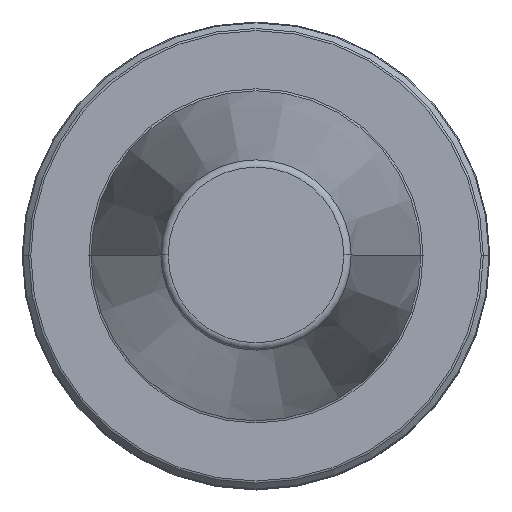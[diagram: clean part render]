
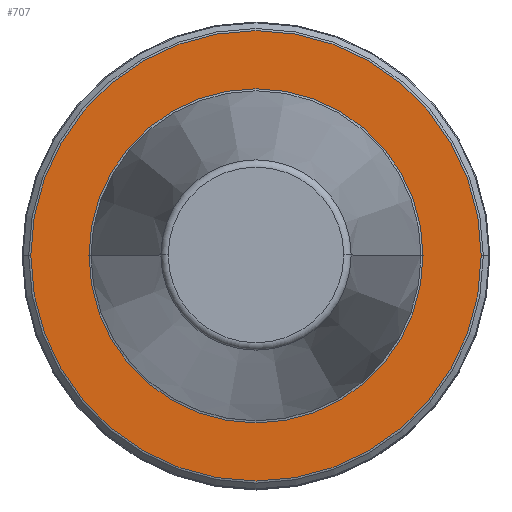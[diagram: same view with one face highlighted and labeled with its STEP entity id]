
A CAD part, top view. The second image highlights one B-rep face of the part: STEP entity #707.
In plain terms, the highlighted planar face has unit normal (0, 0, 1).
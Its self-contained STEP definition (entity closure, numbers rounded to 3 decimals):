
#22 = DIRECTION ( 'NONE',  ( 0., 0., -1. ) ) ;
#56 = FACE_OUTER_BOUND ( 'NONE', #537, .T. ) ;
#66 = FACE_BOUND ( 'NONE', #760, .T. ) ;
#119 = CARTESIAN_POINT ( 'NONE',  ( 0., 0., -2. ) ) ;
#150 = CARTESIAN_POINT ( 'NONE',  ( 0., 0., -2. ) ) ;
#157 = CARTESIAN_POINT ( 'NONE',  ( 0., 0., -2. ) ) ;
#207 = DIRECTION ( 'NONE',  ( -1., 0., 0. ) ) ;
#260 = DIRECTION ( 'NONE',  ( -1., 0., 0. ) ) ;
#285 = AXIS2_PLACEMENT_3D ( 'NONE', #417, #1083, #314 ) ;
#314 = DIRECTION ( 'NONE',  ( -1., 0., 0. ) ) ;
#328 = VERTEX_POINT ( 'NONE', #968 ) ;
#334 = EDGE_CURVE ( 'NONE', #508, #382, #661, .T. ) ;
#382 = VERTEX_POINT ( 'NONE', #949 ) ;
#398 = CIRCLE ( 'NONE', #1204, 30.334 ) ;
#417 = CARTESIAN_POINT ( 'NONE',  ( 0., 0., -2. ) ) ;
#433 = ORIENTED_EDGE ( 'NONE', *, *, #334, .T. ) ;
#497 = VERTEX_POINT ( 'NONE', #675 ) ;
#508 = VERTEX_POINT ( 'NONE', #1161 ) ;
#537 = EDGE_LOOP ( 'NONE', ( #1112, #923 ) ) ;
#552 = CARTESIAN_POINT ( 'NONE',  ( 0., 0., -2. ) ) ;
#593 = AXIS2_PLACEMENT_3D ( 'NONE', #157, #753, #845 ) ;
#634 = ORIENTED_EDGE ( 'NONE', *, *, #842, .T. ) ;
#661 = CIRCLE ( 'NONE', #954, 22.5 ) ;
#675 = CARTESIAN_POINT ( 'NONE',  ( 30.334, 0., -2. ) ) ;
#678 = AXIS2_PLACEMENT_3D ( 'NONE', #552, #22, #260 ) ;
#707 = ADVANCED_FACE ( 'NONE', ( #56, #66 ), #750, .F. ) ;
#750 = PLANE ( 'NONE',  #593 ) ;
#752 = DIRECTION ( 'NONE',  ( 0., 0., -1. ) ) ;
#753 = DIRECTION ( 'NONE',  ( 0., 0., -1. ) ) ;
#760 = EDGE_LOOP ( 'NONE', ( #634, #433 ) ) ;
#811 = DIRECTION ( 'NONE',  ( 0., 0., -1. ) ) ;
#842 = EDGE_CURVE ( 'NONE', #382, #508, #1203, .T. ) ;
#845 = DIRECTION ( 'NONE',  ( -1., 0., 0. ) ) ;
#919 = CIRCLE ( 'NONE', #678, 30.334 ) ;
#923 = ORIENTED_EDGE ( 'NONE', *, *, #1190, .F. ) ;
#949 = CARTESIAN_POINT ( 'NONE',  ( -22.5, 0., -2. ) ) ;
#954 = AXIS2_PLACEMENT_3D ( 'NONE', #150, #752, #1208 ) ;
#968 = CARTESIAN_POINT ( 'NONE',  ( -30.334, 0., -2. ) ) ;
#1083 = DIRECTION ( 'NONE',  ( 0., 0., -1. ) ) ;
#1110 = EDGE_CURVE ( 'NONE', #328, #497, #919, .T. ) ;
#1112 = ORIENTED_EDGE ( 'NONE', *, *, #1110, .F. ) ;
#1161 = CARTESIAN_POINT ( 'NONE',  ( 22.5, 0., -2. ) ) ;
#1190 = EDGE_CURVE ( 'NONE', #497, #328, #398, .T. ) ;
#1203 = CIRCLE ( 'NONE', #285, 22.5 ) ;
#1204 = AXIS2_PLACEMENT_3D ( 'NONE', #119, #811, #207 ) ;
#1208 = DIRECTION ( 'NONE',  ( -1., 0., 0. ) ) ;
